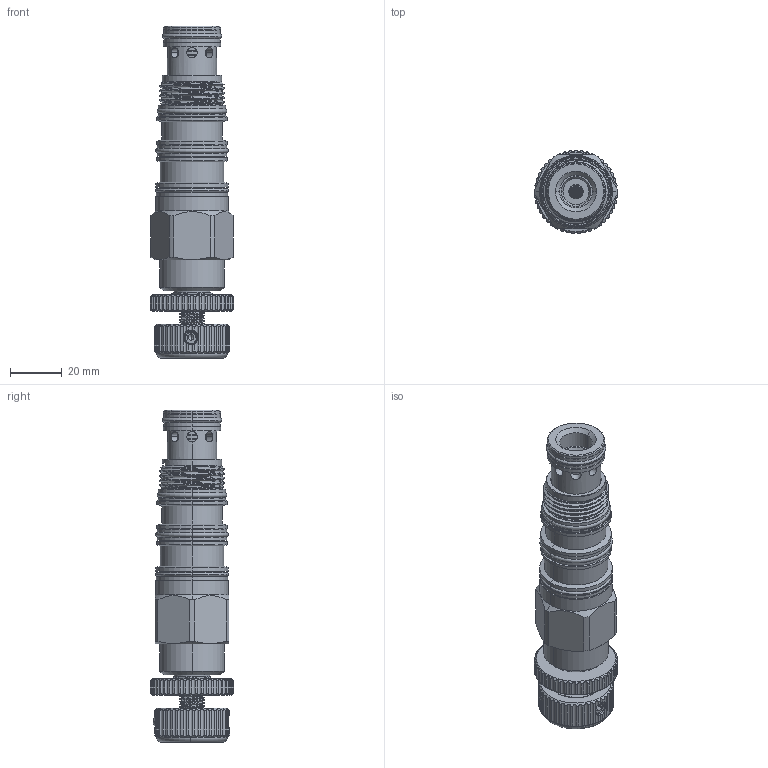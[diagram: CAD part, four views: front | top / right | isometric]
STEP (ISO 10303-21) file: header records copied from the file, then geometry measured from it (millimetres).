
FILE_DESCRIPTION (( 'STEP AP203' ), '1' );
FILE_NAME ('RV22A40-K.STEP', '2020-03-25T00:38:44', ( '' ), ( '' ), 'SwSTEP 2.0', 'SolidWorks 2018', '' );
FILE_SCHEMA (( 'CONFIG_CONTROL_DESIGN' ));
Products named in the file (1): RV22A40-K
Bounding box: 32.2 x 32.18 x 128.33 mm (x, y, z)
Volume: 63454.4 mm3; surface area: 23041.6 mm2
Topology: 13 solids, 13 shells, 1400 faces, 3902 edges, 2481 vertices
Faces by surface type: cylinder 915, plane 222, cone 110, torus 86, bspline 59, sphere 8
Entity records: 101378 total; most frequent: CARTESIAN_POINT 67937, ORIENTED_EDGE 7740, DIRECTION 5680, EDGE_CURVE 3870, VERTEX_POINT 2475, AXIS2_PLACEMENT_3D 2190, EDGE_LOOP 1827, B_SPLINE_CURVE_WITH_KNOTS 1521
